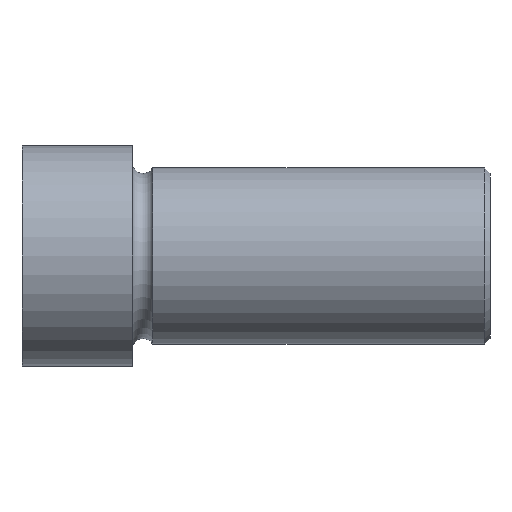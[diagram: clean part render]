
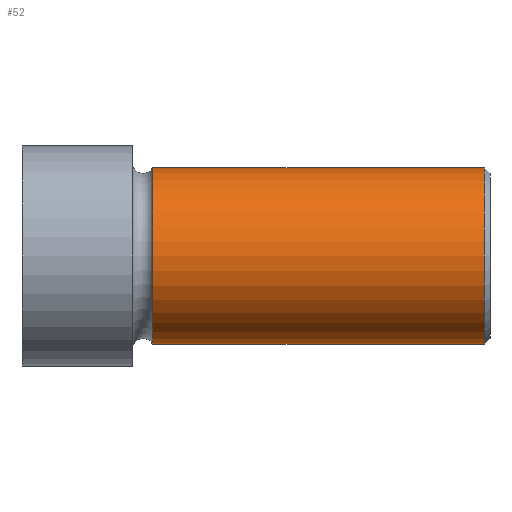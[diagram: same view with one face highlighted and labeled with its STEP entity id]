
A CAD part, left-side view. The second image highlights one B-rep face of the part: STEP entity #52.
In plain terms, the highlighted cylindrical face has radius 8 mm (diameter 16 mm), a full revolution.
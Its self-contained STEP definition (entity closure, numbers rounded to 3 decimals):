
#52 = ADVANCED_FACE( '', ( #110, #111 ), #112, .T. );
#110 = FACE_OUTER_BOUND( '', #174, .T. );
#111 = FACE_OUTER_BOUND( '', #175, .T. );
#112 = CYLINDRICAL_SURFACE( '', #176, 8. );
#174 = EDGE_LOOP( '', ( #256 ) );
#175 = EDGE_LOOP( '', ( #257 ) );
#176 = AXIS2_PLACEMENT_3D( '', #258, #259, #260 );
#256 = ORIENTED_EDGE( '', *, *, #334, .F. );
#257 = ORIENTED_EDGE( '', *, *, #357, .T. );
#258 = CARTESIAN_POINT( '', ( 0., 42.5, 0. ) );
#259 = DIRECTION( '', ( 0., -1., 0. ) );
#260 = DIRECTION( '', ( 0., 0., 1. ) );
#334 = EDGE_CURVE( '', #380, #380, #381, .T. );
#357 = EDGE_CURVE( '', #418, #418, #419, .T. );
#380 = VERTEX_POINT( '', #447 );
#381 = CIRCLE( '', #448, 8. );
#418 = VERTEX_POINT( '', #501 );
#419 = CIRCLE( '', #502, 8. );
#447 = CARTESIAN_POINT( '', ( 0., 30.634, 8. ) );
#448 = AXIS2_PLACEMENT_3D( '', #548, #549, #550 );
#501 = CARTESIAN_POINT( '', ( 0., 0.5, 8. ) );
#502 = AXIS2_PLACEMENT_3D( '', #582, #583, #584 );
#548 = CARTESIAN_POINT( '', ( 0., 30.634, 0. ) );
#549 = DIRECTION( '', ( 0., 1., 0. ) );
#550 = DIRECTION( '', ( 0., 0., 1. ) );
#582 = CARTESIAN_POINT( '', ( 0., 0.5, 0. ) );
#583 = DIRECTION( '', ( 0., 1., 0. ) );
#584 = DIRECTION( '', ( 0., 0., 1. ) );
